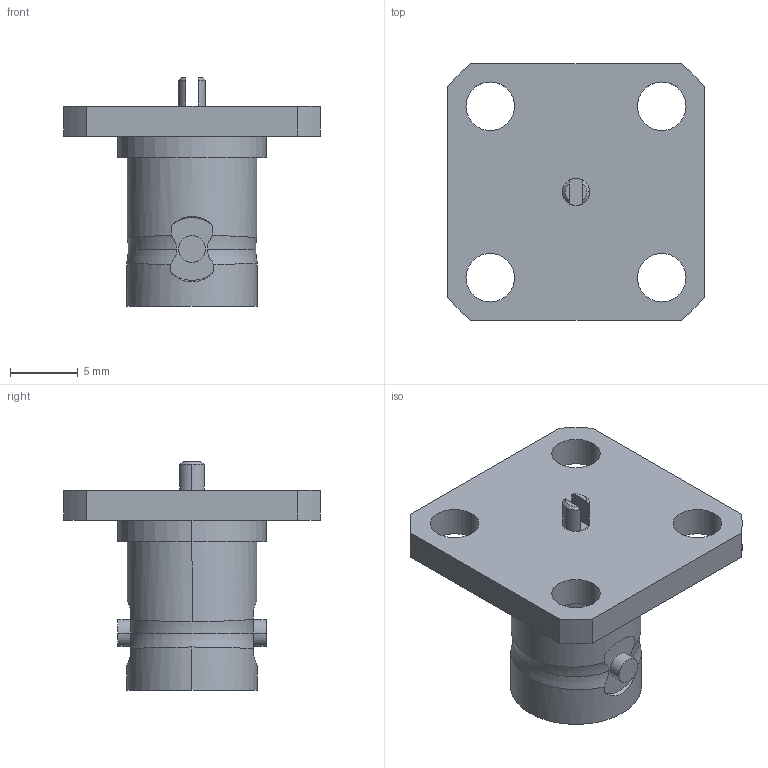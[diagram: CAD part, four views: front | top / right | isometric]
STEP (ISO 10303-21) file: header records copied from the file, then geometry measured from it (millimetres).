
FILE_DESCRIPTION (( 'STEP AP203' ), '1' );
FILE_NAME ('R141.420.000K.STEP', '2014-12-04T14:41:56', ( '' ), ( '' ), 'SwSTEP 2.0', 'SolidWorks 2014', '' );
FILE_SCHEMA (( 'CONFIG_CONTROL_DESIGN' ));
Length unit declared in the file: metre
Products named in the file (1): R141.420.000K
Bounding box: 19 x 19 x 16.93 mm (x, y, z)
Volume: 1265.7 mm3; surface area: 1724.7 mm2
Topology: 1 solids, 1 shells, 126 faces, 324 edges, 208 vertices
Faces by surface type: plane 53, cylinder 40, cone 29, torus 4
Entity records: 4176 total; most frequent: CARTESIAN_POINT 1039, ORIENTED_EDGE 644, DIRECTION 635, EDGE_CURVE 322, AXIS2_PLACEMENT_3D 250, VERTEX_POINT 208, EDGE_LOOP 144, LINE 135
